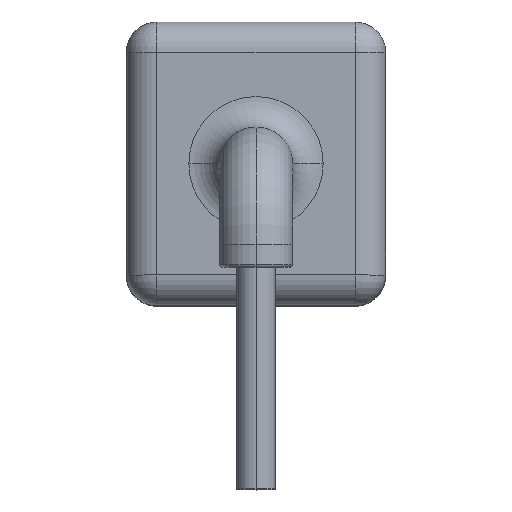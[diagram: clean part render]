
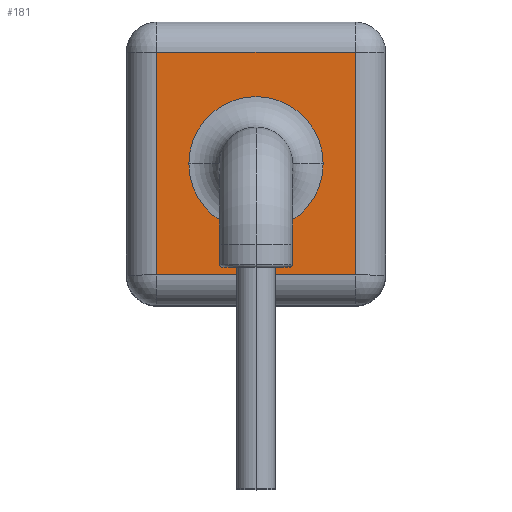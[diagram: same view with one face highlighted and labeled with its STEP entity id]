
A CAD part, top view. The second image highlights one B-rep face of the part: STEP entity #181.
In plain terms, the highlighted planar face has unit normal (0, 0, 1).
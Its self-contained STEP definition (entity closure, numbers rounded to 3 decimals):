
#147 = VERTEX_POINT ( 'NONE', #759 ) ;
#161 = EDGE_CURVE ( 'NONE', #147, #168, #784, .T. ) ;
#168 = VERTEX_POINT ( 'NONE', #826 ) ;
#176 = VERTEX_POINT ( 'NONE', #860 ) ;
#178 = EDGE_CURVE ( 'NONE', #176, #185, #856, .T. ) ;
#179 = EDGE_CURVE ( 'NONE', #226, #176, #849, .T. ) ;
#181 = ADVANCED_FACE ( 'NONE', ( #855, #850 ), #814, .F. ) ;
#182 = VERTEX_POINT ( 'NONE', #861 ) ;
#184 = ORIENTED_EDGE ( 'NONE', *, *, #234, .T. ) ;
#185 = VERTEX_POINT ( 'NONE', #842 ) ;
#186 = EDGE_CURVE ( 'NONE', #185, #182, #887, .T. ) ;
#187 = EDGE_LOOP ( 'NONE', ( #243, #242, #240, #188 ) ) ;
#188 = ORIENTED_EDGE ( 'NONE', *, *, #178, .T. ) ;
#222 = EDGE_LOOP ( 'NONE', ( #184, #230 ) ) ;
#226 = VERTEX_POINT ( 'NONE', #891 ) ;
#230 = ORIENTED_EDGE ( 'NONE', *, *, #161, .T. ) ;
#234 = EDGE_CURVE ( 'NONE', #168, #147, #920, .T. ) ;
#240 = ORIENTED_EDGE ( 'NONE', *, *, #179, .T. ) ;
#242 = ORIENTED_EDGE ( 'NONE', *, *, #244, .T. ) ;
#243 = ORIENTED_EDGE ( 'NONE', *, *, #186, .T. ) ;
#244 = EDGE_CURVE ( 'NONE', #182, #226, #952, .T. ) ;
#759 = CARTESIAN_POINT ( 'NONE',  ( 2.199, 0., 7.91 ) ) ;
#760 = CARTESIAN_POINT ( 'NONE',  ( 0., 0., 7.91 ) ) ;
#784 = CIRCLE ( 'NONE', #794, 2.199 ) ;
#794 = AXIS2_PLACEMENT_3D ( 'NONE', #838, #837, #836 ) ;
#814 = PLANE ( 'NONE',  #845 ) ;
#826 = CARTESIAN_POINT ( 'NONE',  ( -2.199, 0., 7.91 ) ) ;
#836 = DIRECTION ( 'NONE',  ( -1., 0., 0. ) ) ;
#837 = DIRECTION ( 'NONE',  ( 0., 0., -1. ) ) ;
#838 = CARTESIAN_POINT ( 'NONE',  ( 0., 0., 7.91 ) ) ;
#839 = DIRECTION ( 'NONE',  ( -1., 0., 0. ) ) ;
#840 = DIRECTION ( 'NONE',  ( 0., 0., -1. ) ) ;
#842 = CARTESIAN_POINT ( 'NONE',  ( 3.244, 3.644, 7.91 ) ) ;
#845 = AXIS2_PLACEMENT_3D ( 'NONE', #760, #840, #839 ) ;
#846 = DIRECTION ( 'NONE',  ( 1., 0., 0. ) ) ;
#847 = VECTOR ( 'NONE', #846, 1000. ) ;
#848 = CARTESIAN_POINT ( 'NONE',  ( 0., -3.644, 7.91 ) ) ;
#849 = LINE ( 'NONE', #848, #847 ) ;
#850 = FACE_OUTER_BOUND ( 'NONE', #187, .T. ) ;
#852 = DIRECTION ( 'NONE',  ( 0., 1., 0. ) ) ;
#853 = VECTOR ( 'NONE', #852, 1000. ) ;
#854 = CARTESIAN_POINT ( 'NONE',  ( 3.244, 0., 7.91 ) ) ;
#855 = FACE_BOUND ( 'NONE', #222, .T. ) ;
#856 = LINE ( 'NONE', #854, #853 ) ;
#860 = CARTESIAN_POINT ( 'NONE',  ( 3.244, -3.644, 7.91 ) ) ;
#861 = CARTESIAN_POINT ( 'NONE',  ( -3.244, 3.644, 7.91 ) ) ;
#884 = DIRECTION ( 'NONE',  ( -1., 0., 0. ) ) ;
#885 = VECTOR ( 'NONE', #884, 1000. ) ;
#886 = CARTESIAN_POINT ( 'NONE',  ( 0., 3.644, 7.91 ) ) ;
#887 = LINE ( 'NONE', #886, #885 ) ;
#891 = CARTESIAN_POINT ( 'NONE',  ( -3.244, -3.644, 7.91 ) ) ;
#920 = CIRCLE ( 'NONE', #968, 2.199 ) ;
#949 = DIRECTION ( 'NONE',  ( 0., -1., 0. ) ) ;
#950 = VECTOR ( 'NONE', #949, 1000. ) ;
#951 = CARTESIAN_POINT ( 'NONE',  ( -3.244, 0., 7.91 ) ) ;
#952 = LINE ( 'NONE', #951, #950 ) ;
#965 = DIRECTION ( 'NONE',  ( -1., 0., 0. ) ) ;
#966 = DIRECTION ( 'NONE',  ( 0., 0., -1. ) ) ;
#967 = CARTESIAN_POINT ( 'NONE',  ( 0., 0., 7.91 ) ) ;
#968 = AXIS2_PLACEMENT_3D ( 'NONE', #967, #966, #965 ) ;
